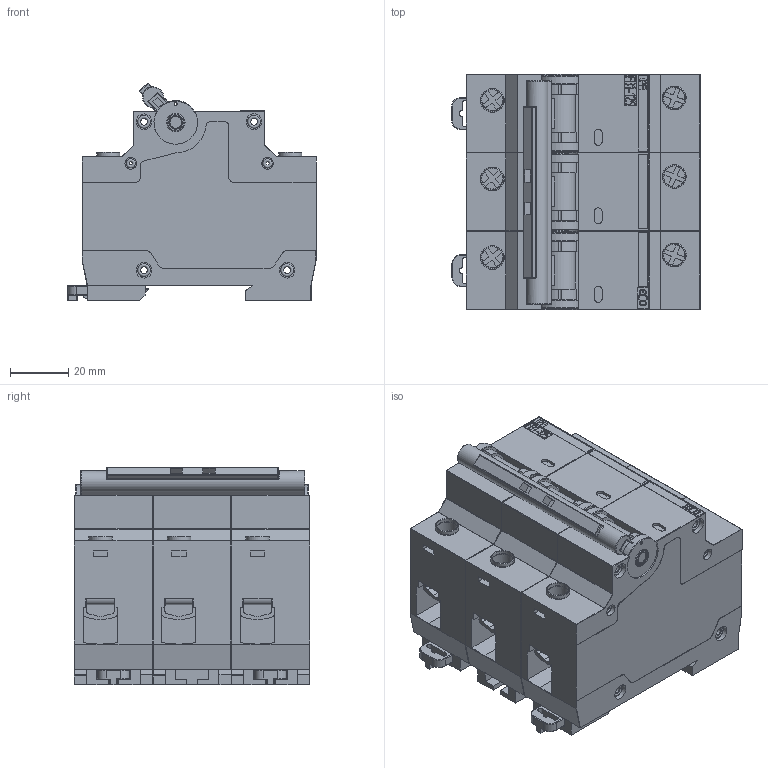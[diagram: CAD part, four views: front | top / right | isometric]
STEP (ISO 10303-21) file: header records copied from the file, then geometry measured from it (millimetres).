
FILE_DESCRIPTION(('STEP AP242'), '1');
FILE_NAME('ÑáîðêFB1 ECO 3-õ ïîëþñíèé', '', ('UNSPECIFIED'), ('UNSPECIFIED'), 'C3D Converter', 'C3D Toolkit', '');
FILE_SCHEMA(('AP242_MANAGED_MODEL_BASED_3D_ENGINEERING_MIM_LF { 1 0 10303 442 1 1 4 }'));
Length unit declared in the file: millimetre
Assembly tree (31 placements, depth 3):
  (unnamed)
    (unnamed)  x3
      (unnamed)
      (unnamed)
      (unnamed)
      (unnamed)
      (unnamed)
      (unnamed)
      (unnamed)
    (unnamed)
    (unnamed)  x2
    (unnamed)
    (unnamed)
    (unnamed)
    (unnamed)
    (unnamed)
Bounding box: 85.38 x 81 x 74.94 mm (x, y, z)
Volume: 339950.5 mm3; surface area: 92764 mm2
Topology: 68 solids, 70 shells, 2630 faces, 6600 edges, 4115 vertices
Faces by surface type: plane 1368, cylinder 784, torus 192, extrusion 168, sphere 60, bspline 52, cone 6
Full cylindrical faces by diameter (mm): 1 x6, 1.125 x12, 1.2 x12, 2 x6, 2.362 x24, 2.438 x24, 3 x12, 3.5 x6, 4 x18, 4.4 x6, 5.4 x24, 6 x9, 7.4 x12, 8 x6, 9 x6, 10.84 x6, 10.841 x3
Entity records: 34542 total; most frequent: CARTESIAN_POINT 9398, ORIENTED_EDGE 5013, DIRECTION 4506, EDGE_CURVE 2508, VECTOR 1704, VERTEX_POINT 1620, LINE 1536, AXIS2_PLACEMENT_3D 1401
